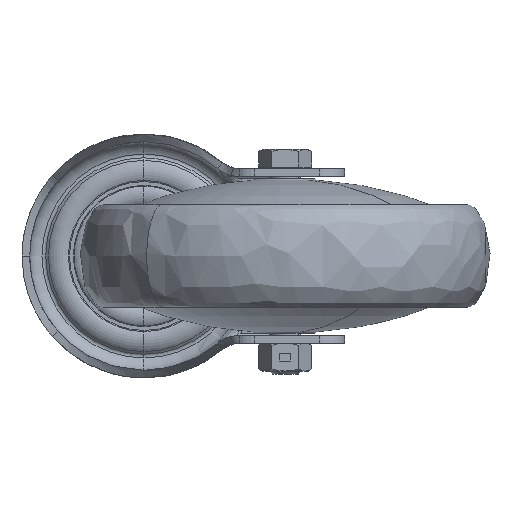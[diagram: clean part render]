
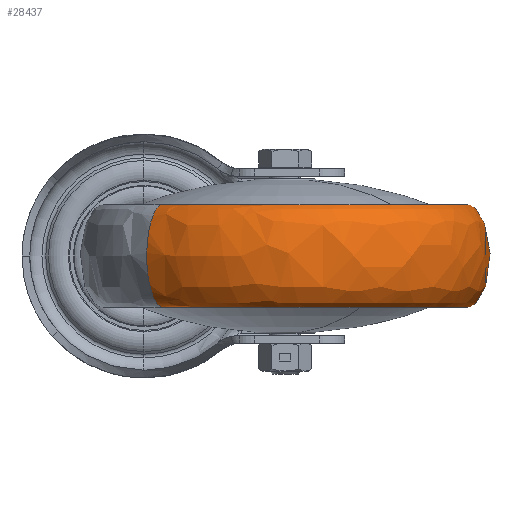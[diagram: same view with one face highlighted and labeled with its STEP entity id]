
A CAD part, front view. The second image highlights one B-rep face of the part: STEP entity #28437.
In plain terms, the highlighted free-form (B-spline) face has degree [3, 3] with [4, 4] control points.
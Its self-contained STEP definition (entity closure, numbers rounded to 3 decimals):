
#219 = CARTESIAN_POINT ( 'NONE',  ( 115.339, -44.898, 20. ) ) ;
#815 =( BOUNDED_CURVE ( )  B_SPLINE_CURVE ( 3, ( #27063, #16223, #816, #20366 ),
 .UNSPECIFIED., .F., .F. ) 
 B_SPLINE_CURVE_WITH_KNOTS ( ( 4, 4 ),
 ( 0., 1. ),
 .UNSPECIFIED. ) 
 CURVE ( )  GEOMETRIC_REPRESENTATION_ITEM ( )  RATIONAL_B_SPLINE_CURVE ( ( 1., 0.333, 0.333, 1. ) ) 
 REPRESENTATION_ITEM ( '' )  );
#816 = CARTESIAN_POINT ( 'NONE',  ( -5.339, -177.102, 20. ) ) ;
#944 = CARTESIAN_POINT ( 'NONE',  ( 206.668, -153.989, -20. ) ) ;
#1177 = VERTEX_POINT ( 'NONE', #18090 ) ;
#2599 = DIRECTION ( 'NONE',  ( 0.674, 0.739, 0. ) ) ;
#3015 = CARTESIAN_POINT ( 'NONE',  ( 111.61, -258.128, 20. ) ) ;
#4609 = DIRECTION ( 'NONE',  ( 0., 0., -1. ) ) ;
#5043 = CARTESIAN_POINT ( 'NONE',  ( 115.339, -44.898, 20. ) ) ;
#5176 = CARTESIAN_POINT ( 'NONE',  ( 247.543, -165.575, -20. ) ) ;
#5476 = CARTESIAN_POINT ( 'NONE',  ( 247.543, -165.575, 20. ) ) ;
#5869 = CARTESIAN_POINT ( 'NONE',  ( 102.529, -58.931, -20. ) ) ;
#5963 = DIRECTION ( 'NONE',  ( 0., 0., 1. ) ) ;
#6017 = VERTEX_POINT ( 'NONE', #5869 ) ;
#6713 = CIRCLE ( 'NONE', #27973, 70.5 ) ;
#7468 = CIRCLE ( 'NONE', #14909, 70.5 ) ;
#8873 = EDGE_CURVE ( 'NONE', #27996, #14784, #6713, .T. ) ;
#9410 = CARTESIAN_POINT ( 'NONE',  ( 126.866, -297.779, 20. ) ) ;
#9553 = CARTESIAN_POINT ( 'NONE',  ( 111.61, -258.128, -20. ) ) ;
#9711 = ORIENTED_EDGE ( 'NONE', *, *, #26510, .T. ) ;
#9827 = CARTESIAN_POINT ( 'NONE',  ( 126.866, -297.779, -20. ) ) ;
#11074 = ORIENTED_EDGE ( 'NONE', *, *, #8873, .F. ) ;
#11710 = CARTESIAN_POINT ( 'NONE',  ( 102.529, -58.931, -20. ) ) ;
#11869 = CARTESIAN_POINT ( 'NONE',  ( 206.668, -153.989, 20. ) ) ;
#12541 = CARTESIAN_POINT ( 'NONE',  ( 102.529, -58.931, 20. ) ) ;
#13922 = CARTESIAN_POINT ( 'NONE',  ( -5.339, -177.102, 20. ) ) ;
#14131 = CARTESIAN_POINT ( 'NONE',  ( 7.471, -163.069, 20. ) ) ;
#14396 = CARTESIAN_POINT ( 'NONE',  ( 55., -111., 20. ) ) ;
#14784 = VERTEX_POINT ( 'NONE', #12541 ) ;
#14909 = AXIS2_PLACEMENT_3D ( 'NONE', #15665, #4609, #2599 ) ;
#15665 = CARTESIAN_POINT ( 'NONE',  ( 55., -111., -20. ) ) ;
#16078 = CARTESIAN_POINT ( 'NONE',  ( 102.529, -58.931, 20. ) ) ;
#16223 = CARTESIAN_POINT ( 'NONE',  ( -5.339, -177.102, -20. ) ) ;
#16247 = EDGE_CURVE ( 'NONE', #1177, #27996, #815, .T. ) ;
#16359 = CARTESIAN_POINT ( 'NONE',  ( 7.471, -163.069, -20. ) ) ;
#17252 = ORIENTED_EDGE ( 'NONE', *, *, #21958, .F. ) ;
#17380 =( BOUNDED_CURVE ( )  B_SPLINE_CURVE ( 3, ( #22127, #22564, #219, #20219 ),
 .UNSPECIFIED., .F., .F. ) 
 B_SPLINE_CURVE_WITH_KNOTS ( ( 4, 4 ),
 ( 0., 1. ),
 .UNSPECIFIED. ) 
 CURVE ( )  GEOMETRIC_REPRESENTATION_ITEM ( )  RATIONAL_B_SPLINE_CURVE ( ( 1., 0.333, 0.333, 1. ) ) 
 REPRESENTATION_ITEM ( '' )  );
#18090 = CARTESIAN_POINT ( 'NONE',  ( 7.471, -163.069, -20. ) ) ;
#18345 = ORIENTED_EDGE ( 'NONE', *, *, #16247, .F. ) ;
#20219 = CARTESIAN_POINT ( 'NONE',  ( 102.529, -58.931, 20. ) ) ;
#20366 = CARTESIAN_POINT ( 'NONE',  ( 7.471, -163.069, 20. ) ) ;
#21287 = DIRECTION ( 'NONE',  ( 0.674, 0.739, 0. ) ) ;
#21958 = EDGE_CURVE ( 'NONE', #6017, #1177, #7468, .T. ) ;
#22127 = CARTESIAN_POINT ( 'NONE',  ( 102.529, -58.931, -20. ) ) ;
#22564 = CARTESIAN_POINT ( 'NONE',  ( 115.339, -44.898, -20. ) ) ;
#22870 = CARTESIAN_POINT ( 'NONE',  ( -5.339, -177.102, -20. ) ) ;
#24727 = FACE_OUTER_BOUND ( 'NONE', #25741, .T. ) ;
#25136 = CARTESIAN_POINT ( 'NONE',  ( 7.471, -163.069, 20. ) ) ;
#25278 = CARTESIAN_POINT ( 'NONE',  ( 115.339, -44.898, -20. ) ) ;
#25741 = EDGE_LOOP ( 'NONE', ( #18345, #17252, #9711, #11074 ) ) ;
#26510 = EDGE_CURVE ( 'NONE', #6017, #14784, #17380, .T. ) ;
#27063 = CARTESIAN_POINT ( 'NONE',  ( 7.471, -163.069, -20. ) ) ;
#27301 =( BOUNDED_SURFACE ( )  B_SPLINE_SURFACE ( 3, 3, ( 
 ( #16359, #9553, #944, #11710 ),
 ( #22870, #9827, #5176, #25278 ),
 ( #13922, #9410, #5476, #5043 ),
 ( #25136, #3015, #11869, #16078 ) ),
 .UNSPECIFIED., .F., .F., .F. ) 
 B_SPLINE_SURFACE_WITH_KNOTS ( ( 4, 4 ),
 ( 4, 4 ),
 ( 0., 1. ),
 ( 0., 1. ),
 .UNSPECIFIED. ) 
 GEOMETRIC_REPRESENTATION_ITEM ( )  RATIONAL_B_SPLINE_SURFACE ( (
 ( 1., 0.333, 0.333, 1.),
 ( 0.333, 0.111, 0.111, 0.333),
 ( 0.333, 0.111, 0.111, 0.333),
 ( 1., 0.333, 0.333, 1.) ) ) 
 REPRESENTATION_ITEM ( '' )  SURFACE ( )  );
#27973 = AXIS2_PLACEMENT_3D ( 'NONE', #14396, #5963, #21287 ) ;
#27996 = VERTEX_POINT ( 'NONE', #14131 ) ;
#28437 = ADVANCED_FACE ( 'NONE', ( #24727 ), #27301, .F. ) ;
